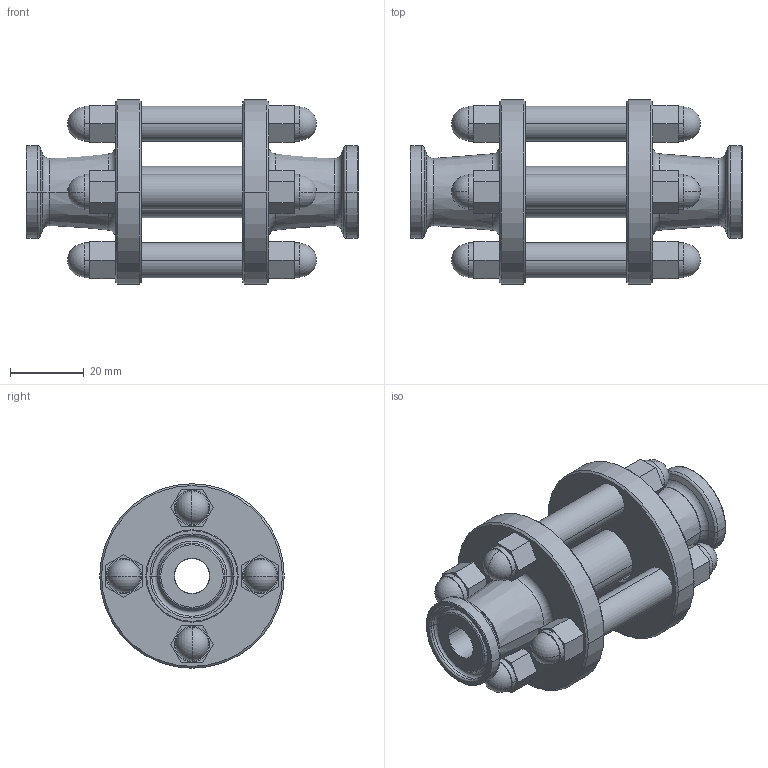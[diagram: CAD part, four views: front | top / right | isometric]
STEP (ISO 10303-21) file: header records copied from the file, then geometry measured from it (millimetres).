
FILE_DESCRIPTION (( 'STEP AP214' ), '1' );
FILE_NAME ('SG.FV.050.STEP', '2020-03-30T13:59:26', ( '' ), ( '' ), 'SwSTEP 2.0', 'SolidWorks 2019', '' );
FILE_SCHEMA (( 'AUTOMOTIVE_DESIGN' ));
Length unit declared in the file: millimetre
Products named in the file (1): SG.FV.050
Bounding box: 90 x 50 x 50 mm (x, y, z)
Volume: 55466.8 mm3; surface area: 24076 mm2
Topology: 2 solids, 2 shells, 204 faces, 480 edges, 296 vertices
Faces by surface type: plane 76, cylinder 48, torus 36, cone 28, sphere 16
Entity records: 5809 total; most frequent: DIRECTION 1086, CARTESIAN_POINT 933, ORIENTED_EDGE 896, EDGE_CURVE 448, AXIS2_PLACEMENT_3D 433, VERTEX_POINT 280, EDGE_LOOP 248, CIRCLE 228
